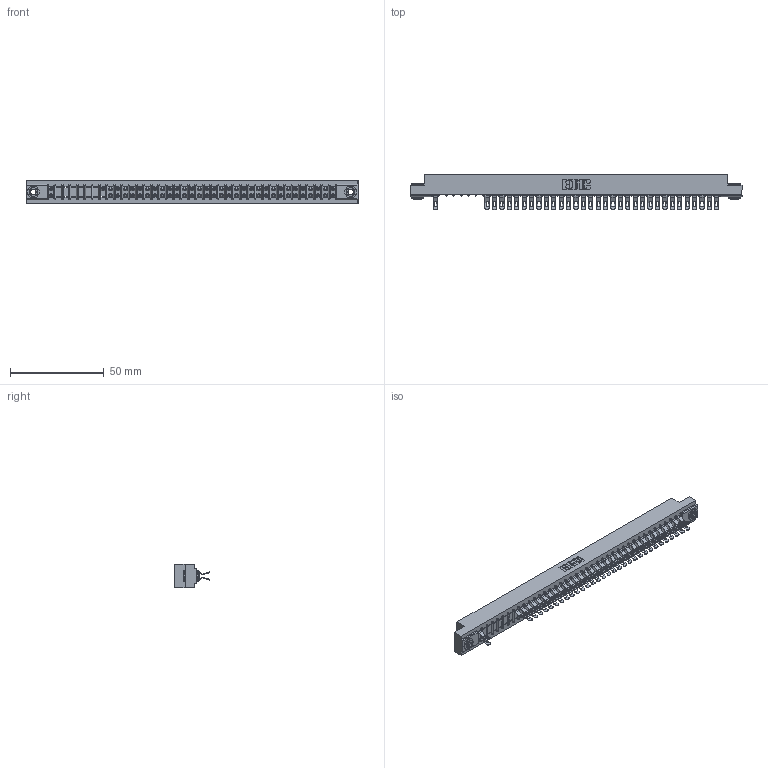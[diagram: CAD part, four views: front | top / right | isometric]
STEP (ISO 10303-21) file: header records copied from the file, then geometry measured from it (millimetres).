
FILE_DESCRIPTION (( 'STEP AP203' ), '1' );
FILE_NAME ('307-078-555-203.STEP', '2018-08-06T17:51:10', ( '' ), ( '' ), 'SwSTEP 2.0', 'SolidWorks 2016', '' );
FILE_SCHEMA (( 'CONFIG_CONTROL_DESIGN' ));
Length unit declared in the file: inch
Products named in the file (4): 307-290-001_555; 345-250-002_345-250-002-102; 307-078-555-203; 307 Part_.156 Dia Mounting Holes
Assembly tree (68 placements, depth 2):
  307-078-555-203
    307 Part_.156 Dia Mounting Holes
    307-290-001_555  x65
    345-250-002_345-250-002-102  x2
Bounding box: 177.55 x 18.75 x 12.7 mm (x, y, z)
Volume: 18885.3 mm3; surface area: 23266.8 mm2
Topology: 68 solids, 68 shells, 4305 faces, 12616 edges, 8212 vertices
Faces by surface type: plane 2382, cylinder 1835, sphere 80, cone 8
Entity records: 36238 total; most frequent: CARTESIAN_POINT 5971, ORIENTED_EDGE 5924, DIRECTION 5858, EDGE_CURVE 2962, VECTOR 2252, LINE 2252, VERTEX_POINT 1916, AXIS2_PLACEMENT_3D 1803
